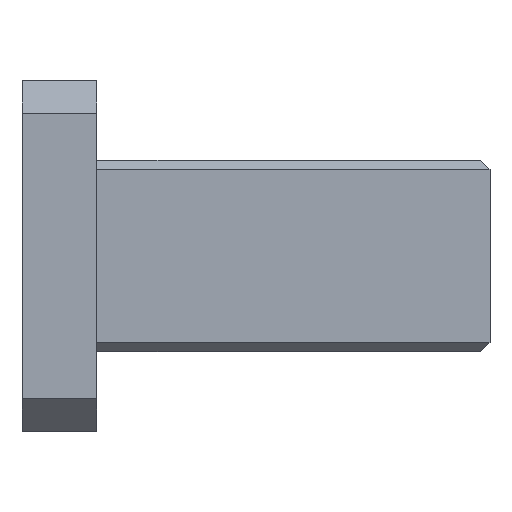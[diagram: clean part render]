
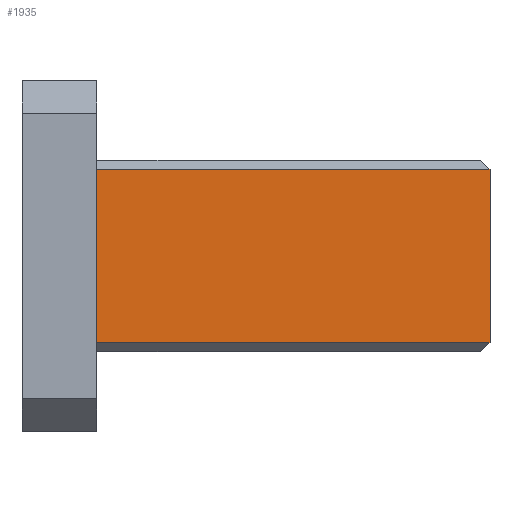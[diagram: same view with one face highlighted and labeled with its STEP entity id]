
A CAD part, front view. The second image highlights one B-rep face of the part: STEP entity #1935.
In plain terms, the highlighted planar face has unit normal (0, -1, 0).
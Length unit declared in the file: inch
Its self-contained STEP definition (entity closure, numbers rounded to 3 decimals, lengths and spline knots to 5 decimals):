
#47 = CARTESIAN_POINT ( 'NONE',  ( 1., -0.17, -0.375 ) ) ;
#107 = CARTESIAN_POINT ( 'NONE',  ( 1., -0.17, -0.375 ) ) ;
#109 = EDGE_CURVE ( 'NONE', #1285, #274, #253, .T. ) ;
#253 = LINE ( 'NONE', #1641, #647 ) ;
#274 = VERTEX_POINT ( 'NONE', #1745 ) ;
#287 = LINE ( 'NONE', #1606, #1993 ) ;
#420 = CARTESIAN_POINT ( 'NONE',  ( 0.16, -0.17, -0.185 ) ) ;
#500 = FACE_OUTER_BOUND ( 'NONE', #813, .T. ) ;
#519 = CARTESIAN_POINT ( 'NONE',  ( 0.16, -0.17, 0.185 ) ) ;
#598 = ORIENTED_EDGE ( 'NONE', *, *, #109, .T. ) ;
#647 = VECTOR ( 'NONE', #1978, 39.37008 ) ;
#695 = DIRECTION ( 'NONE',  ( -1., 0., 0. ) ) ;
#760 = DIRECTION ( 'NONE',  ( 0., 0., 1. ) ) ;
#813 = EDGE_LOOP ( 'NONE', ( #1053, #872, #1887, #598 ) ) ;
#869 = DIRECTION ( 'NONE',  ( 0., 0., 1. ) ) ;
#872 = ORIENTED_EDGE ( 'NONE', *, *, #2069, .T. ) ;
#926 = CARTESIAN_POINT ( 'NONE',  ( 0.16, -0.17, -0.375 ) ) ;
#971 = EDGE_CURVE ( 'NONE', #274, #1121, #2102, .T. ) ;
#994 = DIRECTION ( 'NONE',  ( -1., 0., 0. ) ) ;
#1053 = ORIENTED_EDGE ( 'NONE', *, *, #971, .T. ) ;
#1121 = VERTEX_POINT ( 'NONE', #1482 ) ;
#1125 = VECTOR ( 'NONE', #869, 39.37008 ) ;
#1208 = EDGE_CURVE ( 'NONE', #1285, #1412, #1564, .T. ) ;
#1285 = VERTEX_POINT ( 'NONE', #420 ) ;
#1302 = VECTOR ( 'NONE', #760, 39.37008 ) ;
#1412 = VERTEX_POINT ( 'NONE', #519 ) ;
#1441 = DIRECTION ( 'NONE',  ( 0., 1., 0. ) ) ;
#1482 = CARTESIAN_POINT ( 'NONE',  ( 1., -0.17, 0.185 ) ) ;
#1564 = LINE ( 'NONE', #926, #1125 ) ;
#1606 = CARTESIAN_POINT ( 'NONE',  ( 1., -0.17, 0.185 ) ) ;
#1641 = CARTESIAN_POINT ( 'NONE',  ( 1., -0.17, -0.185 ) ) ;
#1745 = CARTESIAN_POINT ( 'NONE',  ( 1., -0.17, -0.185 ) ) ;
#1764 = PLANE ( 'NONE',  #2001 ) ;
#1887 = ORIENTED_EDGE ( 'NONE', *, *, #1208, .F. ) ;
#1935 = ADVANCED_FACE ( 'NONE', ( #500 ), #1764, .F. ) ;
#1978 = DIRECTION ( 'NONE',  ( 1., 0., 0. ) ) ;
#1993 = VECTOR ( 'NONE', #994, 39.37008 ) ;
#2001 = AXIS2_PLACEMENT_3D ( 'NONE', #107, #1441, #695 ) ;
#2069 = EDGE_CURVE ( 'NONE', #1121, #1412, #287, .T. ) ;
#2102 = LINE ( 'NONE', #47, #1302 ) ;
